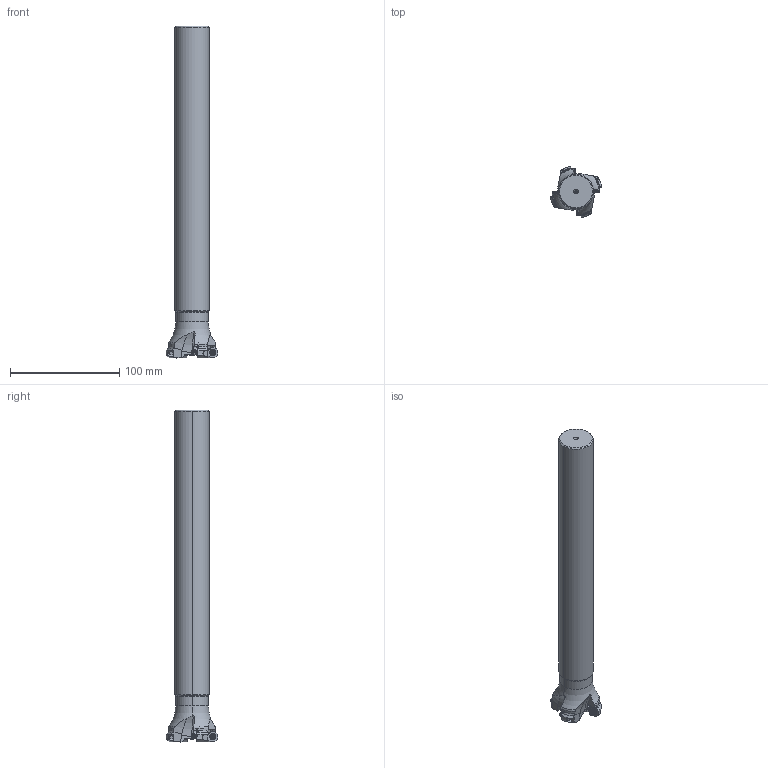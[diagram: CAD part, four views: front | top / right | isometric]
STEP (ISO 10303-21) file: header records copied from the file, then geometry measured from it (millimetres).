
FILE_DESCRIPTION(/* description */ (''),/* implementation_level */ '2;1');
FILE_NAME(/* name */ 'BRP6UPR324ELS20.stp',/* time_stamp */ '2017-10-10T12:57:51+09:00',/* author */ (''),/* organization */ (''),/* preprocessor_version */ 'ST-DEVELOPER v16',/* originating_system */ 'SIEMENS PLM Software NX 10.0',/* authorisation */ '');
FILE_SCHEMA (('AUTOMOTIVE_DESIGN { 1 0 10303 214 3 1 1 1 }'));
Length unit declared in the file: millimetre
Products named in the file (1): BRP6UPR324ELS20_ASM
Bounding box: 47.29 x 47.06 x 303.57 mm (x, y, z)
Volume: 240985.9 mm3; surface area: 34561.4 mm2
Topology: 5 solids, 5 shells, 338 faces, 1014 edges, 676 vertices
Faces by surface type: cylinder 144, cone 76, plane 58, torus 52, sphere 8
Entity records: 14586 total; most frequent: CARTESIAN_POINT 5432, ORIENTED_EDGE 1988, DIRECTION 1886, EDGE_CURVE 994, AXIS2_PLACEMENT_3D 821, VERTEX_POINT 676, CIRCLE 404, EDGE_LOOP 356
